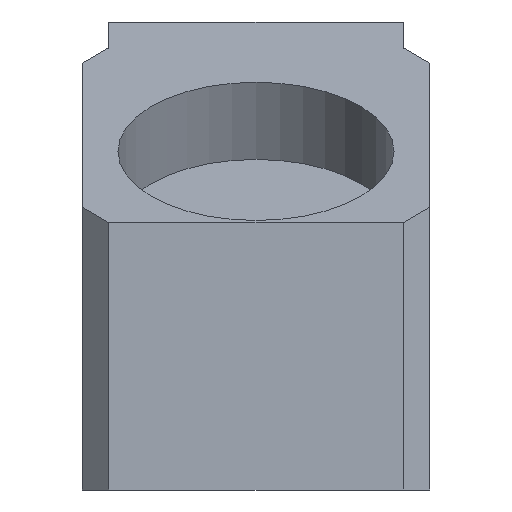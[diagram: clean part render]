
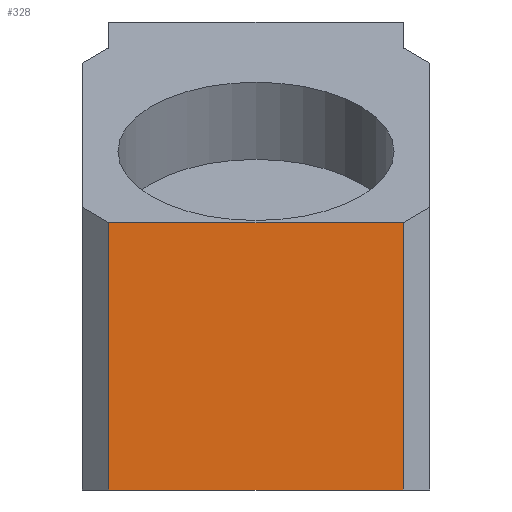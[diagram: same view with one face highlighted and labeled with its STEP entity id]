
A CAD part, front view. The second image highlights one B-rep face of the part: STEP entity #328.
In plain terms, the highlighted planar face has unit normal (0, -1, 0).
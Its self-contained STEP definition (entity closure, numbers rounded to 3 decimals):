
#36=FACE_OUTER_BOUND('',#57,.T.);
#57=EDGE_LOOP('',(#280,#281,#282,#283));
#83=LINE('',#504,#122);
#85=LINE('',#508,#124);
#96=LINE('',#529,#135);
#99=LINE('',#537,#138);
#122=VECTOR('',#407,10.);
#124=VECTOR('',#411,10.);
#135=VECTOR('',#430,10.);
#138=VECTOR('',#441,10.);
#157=VERTEX_POINT('',#501);
#158=VERTEX_POINT('',#503);
#159=VERTEX_POINT('',#507);
#165=VERTEX_POINT('',#528);
#190=EDGE_CURVE('',#158,#157,#83,.T.);
#192=EDGE_CURVE('',#159,#158,#85,.T.);
#203=EDGE_CURVE('',#165,#159,#96,.T.);
#207=EDGE_CURVE('',#157,#165,#99,.T.);
#280=ORIENTED_EDGE('',*,*,#192,.T.);
#281=ORIENTED_EDGE('',*,*,#190,.T.);
#282=ORIENTED_EDGE('',*,*,#207,.T.);
#283=ORIENTED_EDGE('',*,*,#203,.T.);
#311=PLANE('',#363);
#328=ADVANCED_FACE('',(#36),#311,.F.);
#363=AXIS2_PLACEMENT_3D('',#536,#439,#440);
#407=DIRECTION('',(0.,0.,1.));
#411=DIRECTION('',(1.,0.,0.));
#430=DIRECTION('',(0.,0.,-1.));
#439=DIRECTION('center_axis',(0.,1.,0.));
#440=DIRECTION('ref_axis',(0.,0.,1.));
#441=DIRECTION('',(-1.,0.,0.));
#501=CARTESIAN_POINT('',(20.28,15.544,33.049));
#503=CARTESIAN_POINT('',(20.28,15.544,27.049));
#504=CARTESIAN_POINT('',(20.28,15.544,29.199));
#507=CARTESIAN_POINT('',(13.68,15.544,27.049));
#508=CARTESIAN_POINT('',(15.98,15.544,27.049));
#528=CARTESIAN_POINT('',(13.68,15.544,33.049));
#529=CARTESIAN_POINT('',(13.68,15.544,31.549));
#536=CARTESIAN_POINT('Origin',(16.98,15.544,30.049));
#537=CARTESIAN_POINT('',(18.63,15.544,33.049));
